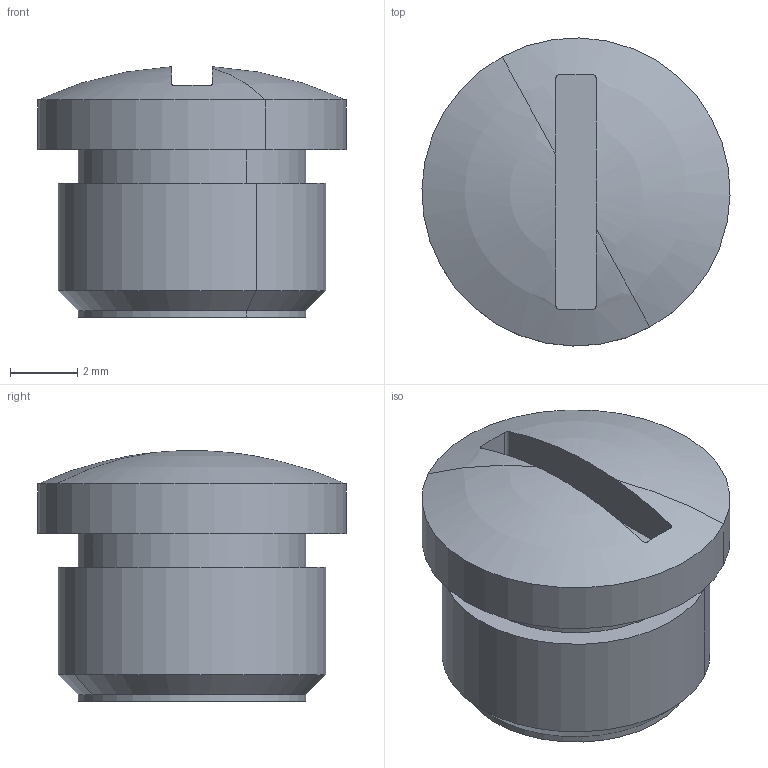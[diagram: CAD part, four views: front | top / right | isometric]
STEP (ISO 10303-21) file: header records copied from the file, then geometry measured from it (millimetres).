
FILE_DESCRIPTION(('CATIA V5 STEP Exchange','CAx-IF Rec.Pracs.--- Model Styling and Organization---1.4--- 2014-01-23'),'2;1');
FILE_NAME ('022157-4_0_1802760000_1802760000.stp','2020-08-05T12:47:08+00:00',('none'),('Weidmueller'),'CATIA Version 5-6 Release 2016 SP3 HF44','CATIA V5 STEP AP214','none');
FILE_SCHEMA(('AUTOMOTIVE_DESIGN { 1 0 10303 214 1 1 1 1 }'));
Length unit declared in the file: millimetre
Products named in the file (1): 1802760000
Bounding box: 9.2 x 9.2 x 7.48 mm (x, y, z)
Volume: 215.3 mm3; surface area: 430.3 mm2
Topology: 1 solids, 1 shells, 27 faces, 60 edges, 38 vertices
Faces by surface type: cylinder 12, plane 9, cone 4, sphere 2
Entity records: 810 total; most frequent: CARTESIAN_POINT 245, ORIENTED_EDGE 120, DIRECTION 86, EDGE_CURVE 60, AXIS2_PLACEMENT_3D 45, VERTEX_POINT 38, EDGE_LOOP 30, ADVANCED_FACE 27
